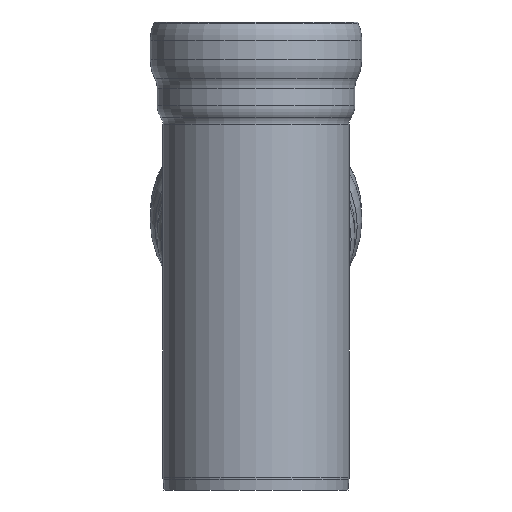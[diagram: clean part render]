
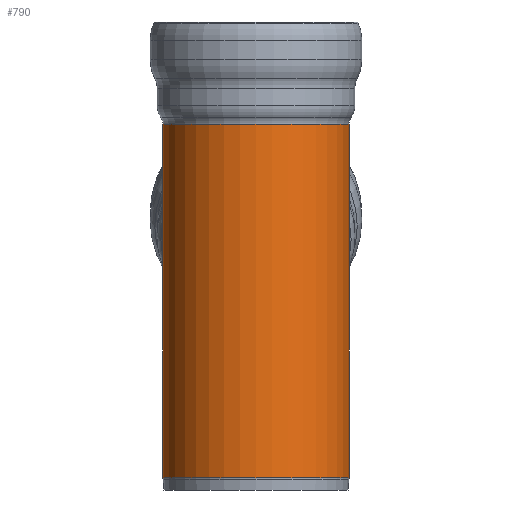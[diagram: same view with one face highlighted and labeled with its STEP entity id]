
A CAD part, left-side view. The second image highlights one B-rep face of the part: STEP entity #790.
In plain terms, the highlighted cylindrical face has radius 795 mm (diameter 1590 mm), a full revolution.
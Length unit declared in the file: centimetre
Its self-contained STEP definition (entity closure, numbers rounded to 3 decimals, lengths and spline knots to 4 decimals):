
#31=CYLINDRICAL_SURFACE('',#853,79.5);
#45=CIRCLE('',#850,79.5);
#46=CIRCLE('',#851,79.5);
#48=CIRCLE('',#854,79.5);
#49=CIRCLE('',#855,79.5);
#160=FACE_OUTER_BOUND('',#207,.T.);
#207=EDGE_LOOP('',(#542,#543,#544,#545,#546,#547,#548,#549,#550,#551,#552,
#553));
#256=LINE('',#1354,#280);
#257=LINE('',#1356,#281);
#280=VECTOR('',#1028,79.5);
#281=VECTOR('',#1029,79.5);
#302=ELLIPSE('',#838,138.604,79.5);
#305=ELLIPSE('',#841,138.604,79.5);
#306=ELLIPSE('',#843,97.0516,79.5);
#309=ELLIPSE('',#846,97.0516,79.5);
#314=VERTEX_POINT('',#1324);
#315=VERTEX_POINT('',#1325);
#319=VERTEX_POINT('',#1333);
#320=VERTEX_POINT('',#1337);
#324=VERTEX_POINT('',#1347);
#325=VERTEX_POINT('',#1349);
#326=VERTEX_POINT('',#1355);
#327=VERTEX_POINT('',#1357);
#396=EDGE_CURVE('',#314,#315,#302,.T.);
#401=EDGE_CURVE('',#315,#319,#305,.T.);
#402=EDGE_CURVE('',#319,#320,#306,.T.);
#405=EDGE_CURVE('',#320,#314,#309,.T.);
#408=EDGE_CURVE('',#324,#325,#45,.T.);
#409=EDGE_CURVE('',#325,#324,#46,.T.);
#411=EDGE_CURVE('',#325,#320,#256,.T.);
#412=EDGE_CURVE('',#315,#326,#257,.T.);
#413=EDGE_CURVE('',#326,#327,#48,.T.);
#414=EDGE_CURVE('',#327,#326,#49,.T.);
#542=ORIENTED_EDGE('',*,*,#408,.F.);
#543=ORIENTED_EDGE('',*,*,#409,.F.);
#544=ORIENTED_EDGE('',*,*,#411,.T.);
#545=ORIENTED_EDGE('',*,*,#405,.T.);
#546=ORIENTED_EDGE('',*,*,#396,.T.);
#547=ORIENTED_EDGE('',*,*,#412,.T.);
#548=ORIENTED_EDGE('',*,*,#413,.T.);
#549=ORIENTED_EDGE('',*,*,#414,.T.);
#550=ORIENTED_EDGE('',*,*,#412,.F.);
#551=ORIENTED_EDGE('',*,*,#401,.T.);
#552=ORIENTED_EDGE('',*,*,#402,.T.);
#553=ORIENTED_EDGE('',*,*,#411,.F.);
#790=ADVANCED_FACE('',(#160),#31,.T.);
#838=AXIS2_PLACEMENT_3D('',#1326,#994,#995);
#841=AXIS2_PLACEMENT_3D('',#1335,#1002,#1003);
#843=AXIS2_PLACEMENT_3D('',#1338,#1006,#1007);
#846=AXIS2_PLACEMENT_3D('',#1342,#1012,#1013);
#850=AXIS2_PLACEMENT_3D('',#1350,#1020,#1021);
#851=AXIS2_PLACEMENT_3D('',#1351,#1022,#1023);
#853=AXIS2_PLACEMENT_3D('',#1353,#1026,#1027);
#854=AXIS2_PLACEMENT_3D('',#1358,#1030,#1031);
#855=AXIS2_PLACEMENT_3D('',#1359,#1032,#1033);
#994=DIRECTION('center_axis',(-0.819,0.,0.574));
#995=DIRECTION('ref_axis',(-0.574,0.,-0.819));
#1002=DIRECTION('center_axis',(-0.819,0.,
0.574));
#1003=DIRECTION('ref_axis',(-0.574,0.,-0.819));
#1006=DIRECTION('center_axis',(-0.574,0.,
-0.819));
#1007=DIRECTION('ref_axis',(-0.819,0.,0.574));
#1012=DIRECTION('center_axis',(-0.574,0.,
-0.819));
#1013=DIRECTION('ref_axis',(-0.819,0.,0.574));
#1020=DIRECTION('center_axis',(0.,0.,-1.));
#1021=DIRECTION('ref_axis',(1.,0.,0.));
#1022=DIRECTION('center_axis',(0.,0.,-1.));
#1023=DIRECTION('ref_axis',(1.,0.,0.));
#1026=DIRECTION('center_axis',(0.,0.,-1.));
#1027=DIRECTION('ref_axis',(-1.,0.,0.));
#1028=DIRECTION('',(0.,0.,1.));
#1029=DIRECTION('',(0.,0.,1.));
#1030=DIRECTION('center_axis',(0.,0.,-1.));
#1031=DIRECTION('ref_axis',(1.,0.,0.));
#1032=DIRECTION('center_axis',(0.,0.,-1.));
#1033=DIRECTION('ref_axis',(1.,0.,0.));
#1324=CARTESIAN_POINT('',(0.,-79.5,160.));
#1325=CARTESIAN_POINT('',(79.5,0.,273.5378));
#1326=CARTESIAN_POINT('Origin',(0.,0.,160.));
#1333=CARTESIAN_POINT('',(0.,79.5,160.));
#1335=CARTESIAN_POINT('Origin',(0.,0.,160.));
#1337=CARTESIAN_POINT('',(79.5,0.,104.3335));
#1338=CARTESIAN_POINT('Origin',(0.,0.,160.));
#1342=CARTESIAN_POINT('Origin',(0.,0.,160.));
#1347=CARTESIAN_POINT('',(0.,-79.5,10.6549));
#1349=CARTESIAN_POINT('',(79.5,0.,10.6549));
#1350=CARTESIAN_POINT('Origin',(0.,0.,10.6549));
#1351=CARTESIAN_POINT('Origin',(0.,0.,10.6549));
#1353=CARTESIAN_POINT('Origin',(0.,0.,161.1815));
#1354=CARTESIAN_POINT('',(79.5,0.,161.1815));
#1355=CARTESIAN_POINT('',(79.5,0.,312.4723));
#1356=CARTESIAN_POINT('',(79.5,0.,161.1815));
#1357=CARTESIAN_POINT('',(0.,-79.5,312.4723));
#1358=CARTESIAN_POINT('Origin',(0.,0.,312.4723));
#1359=CARTESIAN_POINT('Origin',(0.,0.,312.4723));
